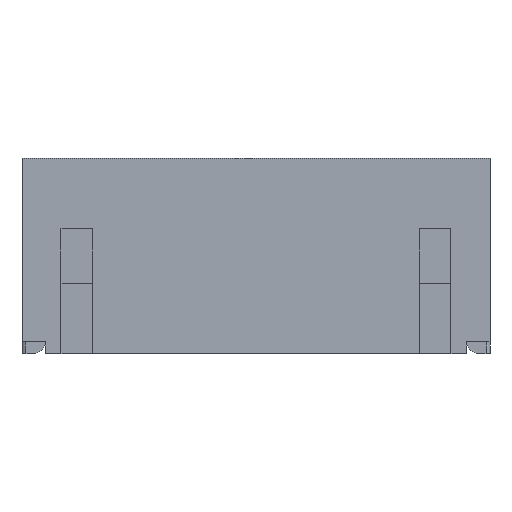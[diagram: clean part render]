
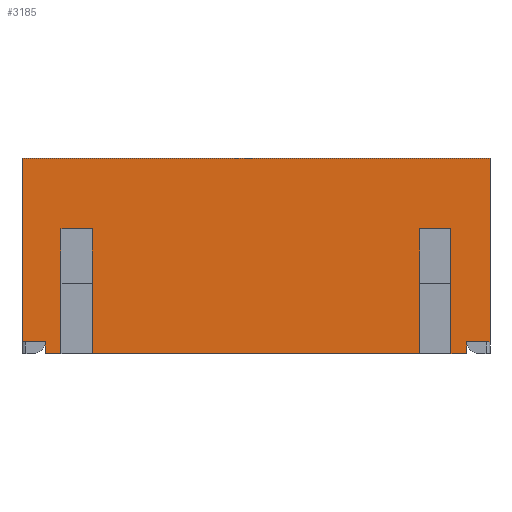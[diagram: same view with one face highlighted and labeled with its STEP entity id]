
A CAD part, left-side view. The second image highlights one B-rep face of the part: STEP entity #3185.
In plain terms, the highlighted planar face has unit normal (-1, 0, 0).
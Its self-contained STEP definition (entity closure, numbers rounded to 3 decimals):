
#43=PLANE('',#3455);
#224=FACE_OUTER_BOUND('',#392,.T.);
#392=EDGE_LOOP('',(#2398,#2399,#2400,#2401,#2402,#2403,#2404,#2405,#2406,
#2407,#2408,#2409,#2410,#2411,#2412,#2413));
#557=LINE('',#4735,#927);
#561=LINE('',#4743,#931);
#567=LINE('',#4756,#937);
#588=LINE('',#4798,#958);
#601=LINE('',#4823,#971);
#602=LINE('',#4825,#972);
#603=LINE('',#4827,#973);
#604=LINE('',#4829,#974);
#605=LINE('',#4831,#975);
#606=LINE('',#4833,#976);
#607=LINE('',#4835,#977);
#608=LINE('',#4837,#978);
#609=LINE('',#4839,#979);
#610=LINE('',#4841,#980);
#611=LINE('',#4842,#981);
#612=LINE('',#4843,#982);
#927=VECTOR('',#3878,10.);
#931=VECTOR('',#3884,10.);
#937=VECTOR('',#3894,10.);
#958=VECTOR('',#3927,10.);
#971=VECTOR('',#3946,10.);
#972=VECTOR('',#3947,10.);
#973=VECTOR('',#3948,10.);
#974=VECTOR('',#3949,10.);
#975=VECTOR('',#3950,10.);
#976=VECTOR('',#3951,10.);
#977=VECTOR('',#3952,10.);
#978=VECTOR('',#3953,10.);
#979=VECTOR('',#3954,10.);
#980=VECTOR('',#3955,10.);
#981=VECTOR('',#3956,10.);
#982=VECTOR('',#3957,10.);
#1439=VERTEX_POINT('',#4732);
#1440=VERTEX_POINT('',#4734);
#1443=VERTEX_POINT('',#4742);
#1446=VERTEX_POINT('',#4752);
#1448=VERTEX_POINT('',#4755);
#1463=VERTEX_POINT('',#4796);
#1472=VERTEX_POINT('',#4822);
#1473=VERTEX_POINT('',#4824);
#1474=VERTEX_POINT('',#4826);
#1475=VERTEX_POINT('',#4828);
#1476=VERTEX_POINT('',#4830);
#1477=VERTEX_POINT('',#4832);
#1478=VERTEX_POINT('',#4834);
#1479=VERTEX_POINT('',#4836);
#1480=VERTEX_POINT('',#4838);
#1481=VERTEX_POINT('',#4840);
#1775=EDGE_CURVE('',#1440,#1439,#557,.T.);
#1779=EDGE_CURVE('',#1443,#1440,#561,.T.);
#1785=EDGE_CURVE('',#1448,#1446,#567,.T.);
#1806=EDGE_CURVE('',#1446,#1463,#588,.T.);
#1819=EDGE_CURVE('',#1472,#1443,#601,.T.);
#1820=EDGE_CURVE('',#1439,#1473,#602,.T.);
#1821=EDGE_CURVE('',#1473,#1474,#603,.T.);
#1822=EDGE_CURVE('',#1474,#1475,#604,.T.);
#1823=EDGE_CURVE('',#1475,#1476,#605,.T.);
#1824=EDGE_CURVE('',#1476,#1477,#606,.T.);
#1825=EDGE_CURVE('',#1477,#1478,#607,.T.);
#1826=EDGE_CURVE('',#1478,#1479,#608,.T.);
#1827=EDGE_CURVE('',#1479,#1480,#609,.T.);
#1828=EDGE_CURVE('',#1481,#1480,#610,.T.);
#1829=EDGE_CURVE('',#1448,#1481,#611,.T.);
#1830=EDGE_CURVE('',#1463,#1472,#612,.T.);
#2398=ORIENTED_EDGE('',*,*,#1819,.T.);
#2399=ORIENTED_EDGE('',*,*,#1779,.T.);
#2400=ORIENTED_EDGE('',*,*,#1775,.T.);
#2401=ORIENTED_EDGE('',*,*,#1820,.T.);
#2402=ORIENTED_EDGE('',*,*,#1821,.T.);
#2403=ORIENTED_EDGE('',*,*,#1822,.T.);
#2404=ORIENTED_EDGE('',*,*,#1823,.T.);
#2405=ORIENTED_EDGE('',*,*,#1824,.T.);
#2406=ORIENTED_EDGE('',*,*,#1825,.T.);
#2407=ORIENTED_EDGE('',*,*,#1826,.T.);
#2408=ORIENTED_EDGE('',*,*,#1827,.T.);
#2409=ORIENTED_EDGE('',*,*,#1828,.F.);
#2410=ORIENTED_EDGE('',*,*,#1829,.F.);
#2411=ORIENTED_EDGE('',*,*,#1785,.T.);
#2412=ORIENTED_EDGE('',*,*,#1806,.T.);
#2413=ORIENTED_EDGE('',*,*,#1830,.T.);
#3185=ADVANCED_FACE('',(#224),#43,.T.);
#3455=AXIS2_PLACEMENT_3D('',#4821,#3944,#3945);
#3878=DIRECTION('',(0.,0.,-1.));
#3884=DIRECTION('',(0.,-1.,0.));
#3894=DIRECTION('',(0.,-1.,0.));
#3927=DIRECTION('',(0.,0.,-1.));
#3944=DIRECTION('center_axis',(-1.,0.,0.));
#3945=DIRECTION('ref_axis',(0.,-1.,0.));
#3946=DIRECTION('',(0.,0.,1.));
#3947=DIRECTION('',(0.,-1.,0.));
#3948=DIRECTION('',(0.,0.,1.));
#3949=DIRECTION('',(0.,-1.,0.));
#3950=DIRECTION('',(0.,0.,-1.));
#3951=DIRECTION('',(0.,-1.,0.));
#3952=DIRECTION('',(0.,0.,1.));
#3953=DIRECTION('',(0.,-1.,0.));
#3954=DIRECTION('',(0.,0.,1.));
#3955=DIRECTION('',(0.,-1.,0.));
#3956=DIRECTION('',(0.,0.,1.));
#3957=DIRECTION('',(0.,-1.,0.));
#4732=CARTESIAN_POINT('',(-4.45,7.95,0.));
#4734=CARTESIAN_POINT('',(-4.45,7.95,3.195));
#4735=CARTESIAN_POINT('',(-4.45,7.95,0.));
#4742=CARTESIAN_POINT('',(-4.45,8.75,3.195));
#4743=CARTESIAN_POINT('',(-4.45,8.85,3.195));
#4752=CARTESIAN_POINT('',(-4.45,9.15,0.3));
#4755=CARTESIAN_POINT('',(-4.45,9.75,0.3));
#4756=CARTESIAN_POINT('',(-4.45,9.75,0.3));
#4796=CARTESIAN_POINT('',(-4.45,9.15,0.));
#4798=CARTESIAN_POINT('',(-4.45,9.15,0.325));
#4821=CARTESIAN_POINT('Origin',(-4.45,9.75,0.));
#4822=CARTESIAN_POINT('',(-4.45,8.75,0.));
#4823=CARTESIAN_POINT('',(-4.45,8.75,1.598));
#4824=CARTESIAN_POINT('',(-4.45,-0.45,0.));
#4825=CARTESIAN_POINT('',(-4.45,9.75,0.));
#4826=CARTESIAN_POINT('',(-4.45,-0.45,3.195));
#4827=CARTESIAN_POINT('',(-4.45,-0.45,0.));
#4828=CARTESIAN_POINT('',(-4.45,-1.25,3.195));
#4829=CARTESIAN_POINT('',(-4.45,4.65,3.195));
#4830=CARTESIAN_POINT('',(-4.45,-1.25,0.));
#4831=CARTESIAN_POINT('',(-4.45,-1.25,1.598));
#4832=CARTESIAN_POINT('',(-4.45,-1.65,0.));
#4833=CARTESIAN_POINT('',(-4.45,9.75,0.));
#4834=CARTESIAN_POINT('',(-4.45,-1.65,0.3));
#4835=CARTESIAN_POINT('',(-4.45,-1.65,0.325));
#4836=CARTESIAN_POINT('',(-4.45,-2.25,0.3));
#4837=CARTESIAN_POINT('',(-4.45,3.75,0.3));
#4838=CARTESIAN_POINT('',(-4.45,-2.25,5.));
#4839=CARTESIAN_POINT('',(-4.45,-2.25,0.));
#4840=CARTESIAN_POINT('',(-4.45,9.75,5.));
#4841=CARTESIAN_POINT('',(-4.45,9.75,5.));
#4842=CARTESIAN_POINT('',(-4.45,9.75,0.));
#4843=CARTESIAN_POINT('',(-4.45,9.75,0.));
